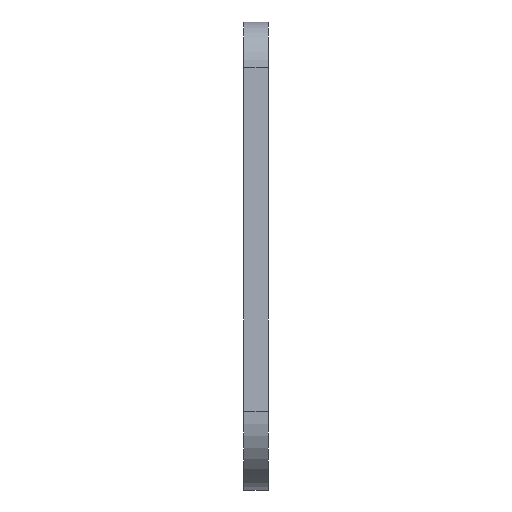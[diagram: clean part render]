
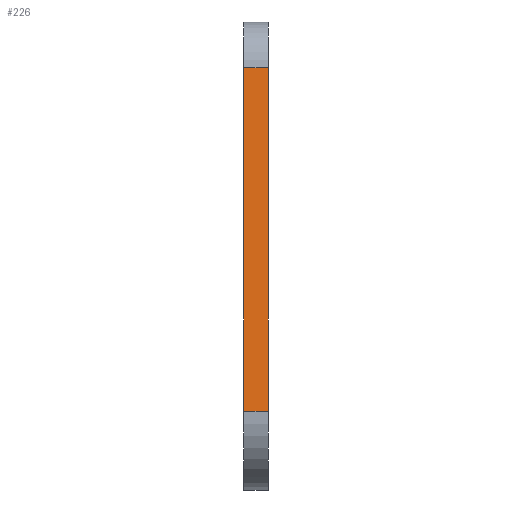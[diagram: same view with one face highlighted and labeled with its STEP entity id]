
A CAD part, left-side view. The second image highlights one B-rep face of the part: STEP entity #226.
In plain terms, the highlighted planar face has unit normal (-0.998, 0, 0.07).
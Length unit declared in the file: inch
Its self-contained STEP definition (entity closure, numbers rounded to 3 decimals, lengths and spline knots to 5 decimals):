
#16 = VECTOR ( 'NONE', #232, 39.37008 ) ;
#30 = VERTEX_POINT ( 'NONE', #461 ) ;
#32 = CARTESIAN_POINT ( 'NONE',  ( -1.30964, 0., -1.22363 ) ) ;
#38 = FACE_OUTER_BOUND ( 'NONE', #587, .T. ) ;
#41 = CARTESIAN_POINT ( 'NONE',  ( -1.18688, 0.125, 0.51758 ) ) ;
#64 = AXIS2_PLACEMENT_3D ( 'NONE', #654, #422, #719 ) ;
#74 = EDGE_CURVE ( 'NONE', #219, #88, #82, .T. ) ;
#82 = LINE ( 'NONE', #352, #16 ) ;
#88 = VERTEX_POINT ( 'NONE', #632 ) ;
#157 = LINE ( 'NONE', #491, #726 ) ;
#166 = ORIENTED_EDGE ( 'NONE', *, *, #515, .F. ) ;
#203 = DIRECTION ( 'NONE',  ( 0., -1., 0. ) ) ;
#219 = VERTEX_POINT ( 'NONE', #32 ) ;
#226 = ADVANCED_FACE ( 'NONE', ( #38 ), #481, .F. ) ;
#232 = DIRECTION ( 'NONE',  ( 0.07, 0., 0.998 ) ) ;
#298 = ORIENTED_EDGE ( 'NONE', *, *, #592, .T. ) ;
#352 = CARTESIAN_POINT ( 'NONE',  ( -1.30964, 0., -1.22363 ) ) ;
#354 = VECTOR ( 'NONE', #203, 39.37008 ) ;
#365 = LINE ( 'NONE', #41, #354 ) ;
#422 = DIRECTION ( 'NONE',  ( 0.998, 0., -0.07 ) ) ;
#461 = CARTESIAN_POINT ( 'NONE',  ( -1.30964, 0.125, -1.22363 ) ) ;
#468 = ORIENTED_EDGE ( 'NONE', *, *, #74, .T. ) ;
#478 = VECTOR ( 'NONE', #720, 39.37008 ) ;
#481 = PLANE ( 'NONE',  #64 ) ;
#491 = CARTESIAN_POINT ( 'NONE',  ( -1.30964, 0.125, -1.22363 ) ) ;
#497 = LINE ( 'NONE', #612, #478 ) ;
#515 = EDGE_CURVE ( 'NONE', #30, #690, #157, .T. ) ;
#520 = EDGE_CURVE ( 'NONE', #690, #88, #365, .T. ) ;
#566 = CARTESIAN_POINT ( 'NONE',  ( -1.18688, 0.125, 0.51758 ) ) ;
#575 = ORIENTED_EDGE ( 'NONE', *, *, #520, .F. ) ;
#587 = EDGE_LOOP ( 'NONE', ( #468, #575, #166, #298 ) ) ;
#592 = EDGE_CURVE ( 'NONE', #30, #219, #497, .T. ) ;
#612 = CARTESIAN_POINT ( 'NONE',  ( -1.30964, 0.125, -1.22363 ) ) ;
#632 = CARTESIAN_POINT ( 'NONE',  ( -1.18688, 0., 0.51758 ) ) ;
#654 = CARTESIAN_POINT ( 'NONE',  ( -1.30964, 0.125, -1.22363 ) ) ;
#690 = VERTEX_POINT ( 'NONE', #566 ) ;
#713 = DIRECTION ( 'NONE',  ( 0.07, 0., 0.998 ) ) ;
#719 = DIRECTION ( 'NONE',  ( -0.07, 0., -0.998 ) ) ;
#720 = DIRECTION ( 'NONE',  ( 0., -1., 0. ) ) ;
#726 = VECTOR ( 'NONE', #713, 39.37008 ) ;
